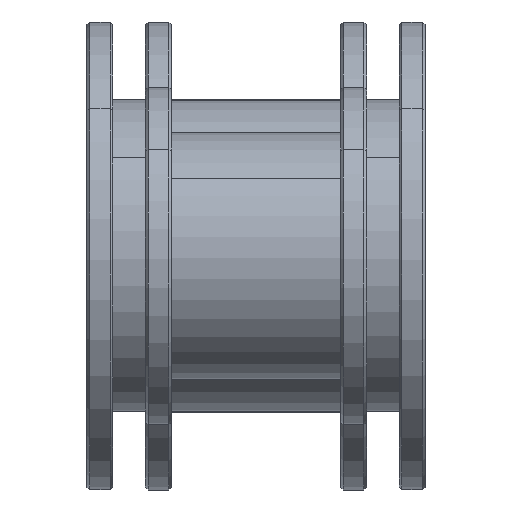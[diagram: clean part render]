
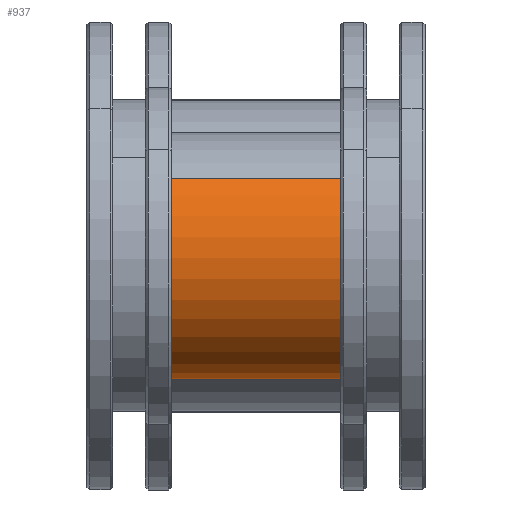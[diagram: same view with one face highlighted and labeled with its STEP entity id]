
A CAD part, left-side view. The second image highlights one B-rep face of the part: STEP entity #937.
In plain terms, the highlighted cylindrical face has radius 4.75 mm (diameter 9.5 mm), a partial arc.
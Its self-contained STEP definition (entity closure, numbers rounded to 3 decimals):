
#136 = EDGE_CURVE ( 'NONE', #2140, #7874, #580, .T. ) ;
#463 = ORIENTED_EDGE ( 'NONE', *, *, #1256, .F. ) ;
#487 = CYLINDRICAL_SURFACE ( 'NONE', #2164, 4.75 ) ;
#560 = VERTEX_POINT ( 'NONE', #3400 ) ;
#580 = LINE ( 'NONE', #1734, #6806 ) ;
#603 = FACE_OUTER_BOUND ( 'NONE', #4453, .T. ) ;
#937 = ADVANCED_FACE ( 'NONE', ( #603 ), #487, .T. ) ;
#1057 = VECTOR ( 'NONE', #2933, 1000. ) ;
#1256 = EDGE_CURVE ( 'NONE', #7945, #7874, #4102, .T. ) ;
#1734 = CARTESIAN_POINT ( 'NONE',  ( 0., 4.25, -4.75 ) ) ;
#1741 = CARTESIAN_POINT ( 'NONE',  ( 0., 3.25, 0. ) ) ;
#1790 = CARTESIAN_POINT ( 'NONE',  ( 0., 3.25, 4.75 ) ) ;
#1983 = ORIENTED_EDGE ( 'NONE', *, *, #136, .T. ) ;
#2140 = VERTEX_POINT ( 'NONE', #5650 ) ;
#2164 = AXIS2_PLACEMENT_3D ( 'NONE', #7446, #4388, #2516 ) ;
#2186 = DIRECTION ( 'NONE',  ( 0., 1., 0. ) ) ;
#2516 = DIRECTION ( 'NONE',  ( 0., 0., 1. ) ) ;
#2909 = CARTESIAN_POINT ( 'NONE',  ( 0., 3.25, -4.75 ) ) ;
#2933 = DIRECTION ( 'NONE',  ( 0., 1., 0. ) ) ;
#2948 = ORIENTED_EDGE ( 'NONE', *, *, #4429, .F. ) ;
#3003 = DIRECTION ( 'NONE',  ( 0., 1., 0. ) ) ;
#3400 = CARTESIAN_POINT ( 'NONE',  ( 0., -3.25, 4.75 ) ) ;
#4102 = CIRCLE ( 'NONE', #4233, 4.75 ) ;
#4233 = AXIS2_PLACEMENT_3D ( 'NONE', #1741, #3003, #5475 ) ;
#4279 = CIRCLE ( 'NONE', #5246, 4.75 ) ;
#4388 = DIRECTION ( 'NONE',  ( 0., 1., 0. ) ) ;
#4429 = EDGE_CURVE ( 'NONE', #560, #7945, #6587, .T. ) ;
#4453 = EDGE_LOOP ( 'NONE', ( #5690, #1983, #463, #2948 ) ) ;
#4733 = CARTESIAN_POINT ( 'NONE',  ( 0., -3.25, 0. ) ) ;
#4990 = EDGE_CURVE ( 'NONE', #560, #2140, #4279, .T. ) ;
#5246 = AXIS2_PLACEMENT_3D ( 'NONE', #4733, #2186, #6559 ) ;
#5475 = DIRECTION ( 'NONE',  ( 0., 0., 1. ) ) ;
#5650 = CARTESIAN_POINT ( 'NONE',  ( 0., -3.25, -4.75 ) ) ;
#5690 = ORIENTED_EDGE ( 'NONE', *, *, #4990, .T. ) ;
#6559 = DIRECTION ( 'NONE',  ( 0., 0., 1. ) ) ;
#6587 = LINE ( 'NONE', #7753, #1057 ) ;
#6806 = VECTOR ( 'NONE', #7309, 1000. ) ;
#7309 = DIRECTION ( 'NONE',  ( 0., 1., 0. ) ) ;
#7446 = CARTESIAN_POINT ( 'NONE',  ( 0., 4.25, 0. ) ) ;
#7753 = CARTESIAN_POINT ( 'NONE',  ( 0., 4.25, 4.75 ) ) ;
#7874 = VERTEX_POINT ( 'NONE', #2909 ) ;
#7945 = VERTEX_POINT ( 'NONE', #1790 ) ;
